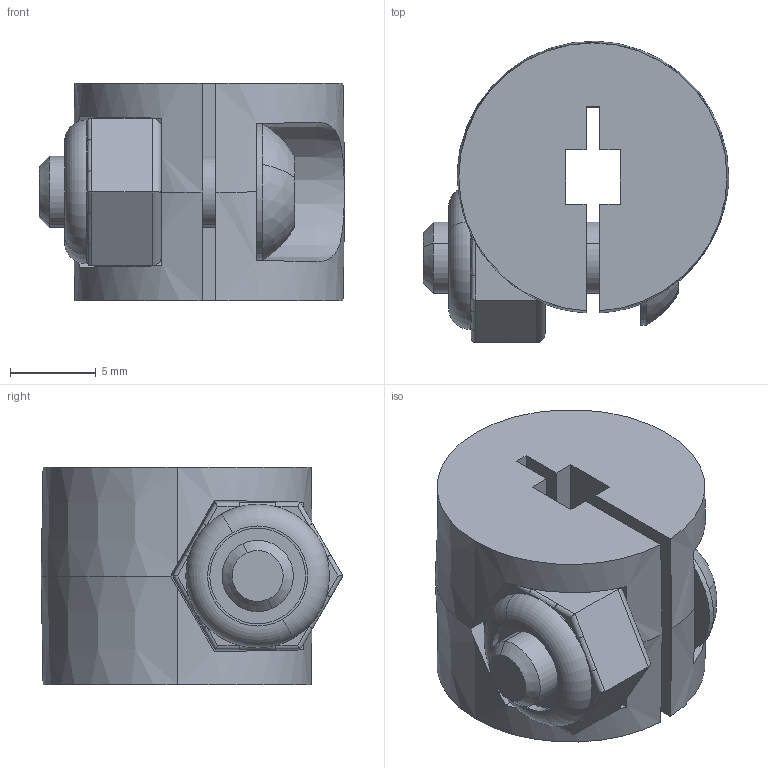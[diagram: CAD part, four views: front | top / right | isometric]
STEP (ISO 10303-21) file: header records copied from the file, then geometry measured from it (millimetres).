
FILE_DESCRIPTION (( 'STEP AP214' ), '1' );
FILE_NAME ('276-6101.STEP', '2024-10-31T18:36:31', ( '' ), ( '' ), 'SwSTEP 2.0', 'SolidWorks 2021', '' );
FILE_SCHEMA (( 'AUTOMOTIVE_DESIGN' ));
Length unit declared in the file: millimetre
Products named in the file (4): 276-1027-001; 276-4992-001 Rev1_No Threads; 276-6101; 276-3891-001 Rev1_PUBLIC
Assembly tree (3 placements, depth 2):
  276-6101
    276-3891-001 Rev1_PUBLIC
    276-1027-001
    276-4992-001 Rev1_No Threads
Bounding box: 17.85 x 17.61 x 12.7 mm (x, y, z)
Volume: 2355.2 mm3; surface area: 2080.3 mm2
Topology: 3 solids, 3 shells, 116 faces, 287 edges, 178 vertices
Faces by surface type: cylinder 47, plane 39, cone 18, bspline 6, torus 4, sphere 2
Entity records: 3992 total; most frequent: CARTESIAN_POINT 1184, ORIENTED_EDGE 570, DIRECTION 529, EDGE_CURVE 285, AXIS2_PLACEMENT_3D 203, VERTEX_POINT 178, EDGE_LOOP 125, VECTOR 123
